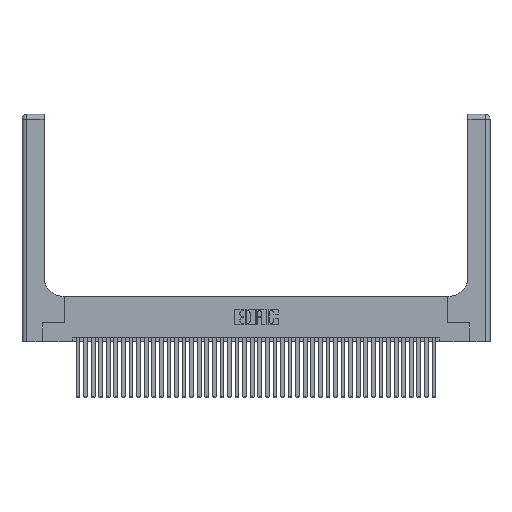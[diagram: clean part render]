
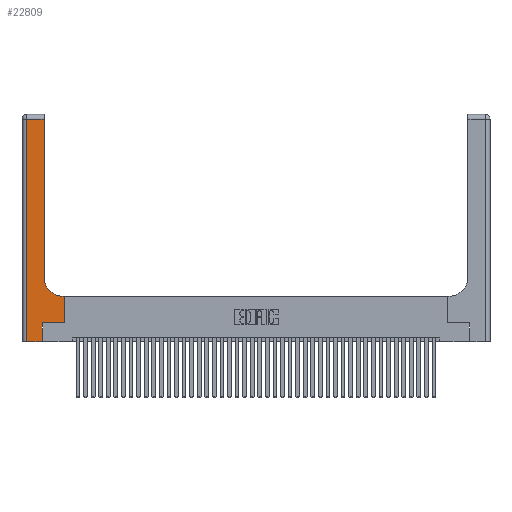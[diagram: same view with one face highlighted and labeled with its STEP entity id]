
A CAD part, top view. The second image highlights one B-rep face of the part: STEP entity #22809.
In plain terms, the highlighted planar face has unit normal (0, 0, 1).
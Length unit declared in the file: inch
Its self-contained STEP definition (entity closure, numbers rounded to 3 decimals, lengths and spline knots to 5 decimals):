
#1003 = LINE ( 'NONE', #13792, #16212 ) ;
#1162 = DIRECTION ( 'NONE',  ( 1., 0., 0. ) ) ;
#2146 = LINE ( 'NONE', #13465, #11757 ) ;
#2773 = ORIENTED_EDGE ( 'NONE', *, *, #21033, .T. ) ;
#2926 = VECTOR ( 'NONE', #16369, 39.37008 ) ;
#3035 = DIRECTION ( 'NONE',  ( 1., 0., 0. ) ) ;
#3093 = CARTESIAN_POINT ( 'NONE',  ( 0.5415, 0.85, 0.37 ) ) ;
#3741 = EDGE_CURVE ( 'NONE', #33299, #21108, #28617, .T. ) ;
#3876 = VERTEX_POINT ( 'NONE', #35236 ) ;
#5229 = EDGE_CURVE ( 'NONE', #36527, #5292, #25029, .T. ) ;
#5292 = VERTEX_POINT ( 'NONE', #13118 ) ;
#5593 = CARTESIAN_POINT ( 'NONE',  ( 0.5585, 0.25, 0.37 ) ) ;
#6189 = PLANE ( 'NONE',  #7681 ) ;
#6315 = DIRECTION ( 'NONE',  ( 1., 0., 0. ) ) ;
#6337 = VERTEX_POINT ( 'NONE', #9729 ) ;
#7271 = ORIENTED_EDGE ( 'NONE', *, *, #17811, .T. ) ;
#7681 = AXIS2_PLACEMENT_3D ( 'NONE', #9432, #12727, #35295 ) ;
#8122 = EDGE_LOOP ( 'NONE', ( #22390, #17328, #16839, #7271, #11857, #2773, #11383, #13404, #27131 ) ) ;
#8269 = EDGE_CURVE ( 'NONE', #21108, #36527, #21681, .T. ) ;
#8663 = AXIS2_PLACEMENT_3D ( 'NONE', #3093, #25755, #6315 ) ;
#9039 = FACE_OUTER_BOUND ( 'NONE', #8122, .T. ) ;
#9432 = CARTESIAN_POINT ( 'NONE',  ( 0., 3., 0.37 ) ) ;
#9729 = CARTESIAN_POINT ( 'NONE',  ( 0.269, 0., 0.37 ) ) ;
#10476 = VECTOR ( 'NONE', #1162, 39.37008 ) ;
#11383 = ORIENTED_EDGE ( 'NONE', *, *, #3741, .T. ) ;
#11757 = VECTOR ( 'NONE', #16734, 39.37008 ) ;
#11857 = ORIENTED_EDGE ( 'NONE', *, *, #27070, .T. ) ;
#12727 = DIRECTION ( 'NONE',  ( 0., 0., -1. ) ) ;
#13030 = DIRECTION ( 'NONE',  ( -1., 0., 0. ) ) ;
#13032 = VECTOR ( 'NONE', #13030, 39.37008 ) ;
#13118 = CARTESIAN_POINT ( 'NONE',  ( 0.2915, 0.85, 0.37 ) ) ;
#13404 = ORIENTED_EDGE ( 'NONE', *, *, #8269, .T. ) ;
#13465 = CARTESIAN_POINT ( 'NONE',  ( 0., 2.94, 0.37 ) ) ;
#13792 = CARTESIAN_POINT ( 'NONE',  ( 0.269, 0., 0.37 ) ) ;
#15184 = CARTESIAN_POINT ( 'NONE',  ( 0.06, 3., 0.37 ) ) ;
#15679 = VERTEX_POINT ( 'NONE', #29210 ) ;
#16212 = VECTOR ( 'NONE', #17051, 39.37008 ) ;
#16369 = DIRECTION ( 'NONE',  ( 0., 1., 0. ) ) ;
#16734 = DIRECTION ( 'NONE',  ( -1., 0., 0. ) ) ;
#16839 = ORIENTED_EDGE ( 'NONE', *, *, #26140, .T. ) ;
#17051 = DIRECTION ( 'NONE',  ( 0., 1., 0. ) ) ;
#17314 = LINE ( 'NONE', #15184, #41000 ) ;
#17328 = ORIENTED_EDGE ( 'NONE', *, *, #33405, .T. ) ;
#17811 = EDGE_CURVE ( 'NONE', #25830, #6337, #28756, .T. ) ;
#18412 = DIRECTION ( 'NONE',  ( 0., -1., 0. ) ) ;
#18502 = EDGE_CURVE ( 'NONE', #5292, #15679, #20140, .T. ) ;
#19436 = CARTESIAN_POINT ( 'NONE',  ( 0.5585, 0.6, 0.37 ) ) ;
#19701 = CARTESIAN_POINT ( 'NONE',  ( 0.5415, 0.6, 0.37 ) ) ;
#19850 = CARTESIAN_POINT ( 'NONE',  ( 0.06, 0., 0.37 ) ) ;
#20140 = LINE ( 'NONE', #22896, #2926 ) ;
#21033 = EDGE_CURVE ( 'NONE', #3876, #33299, #39512, .T. ) ;
#21108 = VERTEX_POINT ( 'NONE', #19436 ) ;
#21681 = LINE ( 'NONE', #29050, #13032 ) ;
#22390 = ORIENTED_EDGE ( 'NONE', *, *, #18502, .T. ) ;
#22420 = VECTOR ( 'NONE', #3035, 39.37008 ) ;
#22809 = ADVANCED_FACE ( 'NONE', ( #9039 ), #6189, .F. ) ;
#22896 = CARTESIAN_POINT ( 'NONE',  ( 0.2915, 3., 0.37 ) ) ;
#25029 = CIRCLE ( 'NONE', #8663, 0.25 ) ;
#25755 = DIRECTION ( 'NONE',  ( 0., 0., -1. ) ) ;
#25830 = VERTEX_POINT ( 'NONE', #19850 ) ;
#26140 = EDGE_CURVE ( 'NONE', #34319, #25830, #17314, .T. ) ;
#27070 = EDGE_CURVE ( 'NONE', #6337, #3876, #1003, .T. ) ;
#27101 = CARTESIAN_POINT ( 'NONE',  ( 0., 0., 0.37 ) ) ;
#27131 = ORIENTED_EDGE ( 'NONE', *, *, #5229, .T. ) ;
#27616 = VECTOR ( 'NONE', #31482, 39.37008 ) ;
#28617 = LINE ( 'NONE', #5593, #27616 ) ;
#28756 = LINE ( 'NONE', #27101, #10476 ) ;
#29050 = CARTESIAN_POINT ( 'NONE',  ( 0.2915, 0.6, 0.37 ) ) ;
#29210 = CARTESIAN_POINT ( 'NONE',  ( 0.2915, 2.94, 0.37 ) ) ;
#31482 = DIRECTION ( 'NONE',  ( 0., 1., 0. ) ) ;
#32427 = CARTESIAN_POINT ( 'NONE',  ( 0.5585, 0.25, 0.37 ) ) ;
#33299 = VERTEX_POINT ( 'NONE', #32427 ) ;
#33405 = EDGE_CURVE ( 'NONE', #15679, #34319, #2146, .T. ) ;
#33476 = CARTESIAN_POINT ( 'NONE',  ( 0.06, 2.94, 0.37 ) ) ;
#34319 = VERTEX_POINT ( 'NONE', #33476 ) ;
#35236 = CARTESIAN_POINT ( 'NONE',  ( 0.269, 0.25, 0.37 ) ) ;
#35295 = DIRECTION ( 'NONE',  ( -1., 0., 0. ) ) ;
#36527 = VERTEX_POINT ( 'NONE', #19701 ) ;
#39512 = LINE ( 'NONE', #41714, #22420 ) ;
#41000 = VECTOR ( 'NONE', #18412, 39.37008 ) ;
#41714 = CARTESIAN_POINT ( 'NONE',  ( 0.269, 0.25, 0.37 ) ) ;
